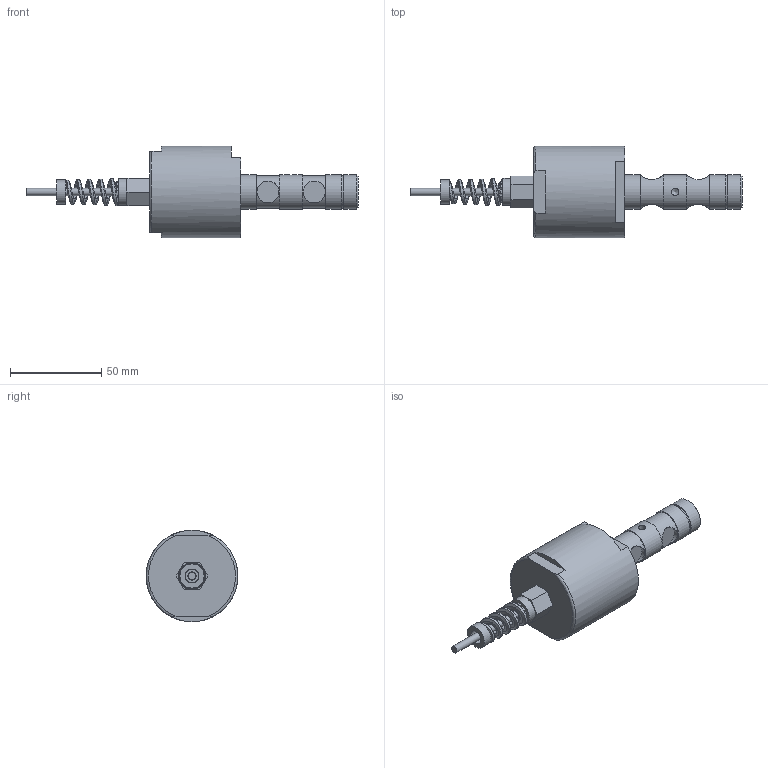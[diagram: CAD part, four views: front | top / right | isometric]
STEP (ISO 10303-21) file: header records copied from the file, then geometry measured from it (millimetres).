
FILE_DESCRIPTION((''),'2;1');
FILE_NAME('LLP400.stp','2010-11-12T15:44:30',('Thomasl'),(''),'Autodesk Inventor 2008','Autodesk Inventor 2008','');
FILE_SCHEMA(('AUTOMOTIVE_DESIGN { 1 0 10303 214 1 1 1 1 }'));
Length unit declared in the file: inch
Products named in the file (4): LLP400 (LevelofDetail1); PART1 (~1); D883; D883A
Assembly tree (3 placements, depth 3):
  LLP400 (LevelofDetail1)
    PART1 (~1)
      D883
      D883A
Bounding box: 182.12 x 50.28 x 50.29 mm (x, y, z)
Volume: 102680 mm3; surface area: 24877.8 mm2
Topology: 2 solids, 2 shells, 156 faces, 468 edges, 301 vertices
Faces by surface type: plane 78, cylinder 50, cone 21, bspline 5, torus 2
Full cylindrical faces by diameter (mm): 3.962 x1, 4.064 x1, 4.572 x1, 7.366 x2, 7.62 x4, 11.608 x1, 12.065 x2, 13.208 x1, 14.732 x1, 17.882 x1, 18.034 x2, 19.05 x4, 42.621 x1, 50.292 x1
Entity records: 10820 total; most frequent: CARTESIAN_POINT 6799, ORIENTED_EDGE 846, DIRECTION 796, EDGE_CURVE 423, AXIS2_PLACEMENT_3D 317, VERTEX_POINT 285, EDGE_LOOP 194, CIRCLE 162
